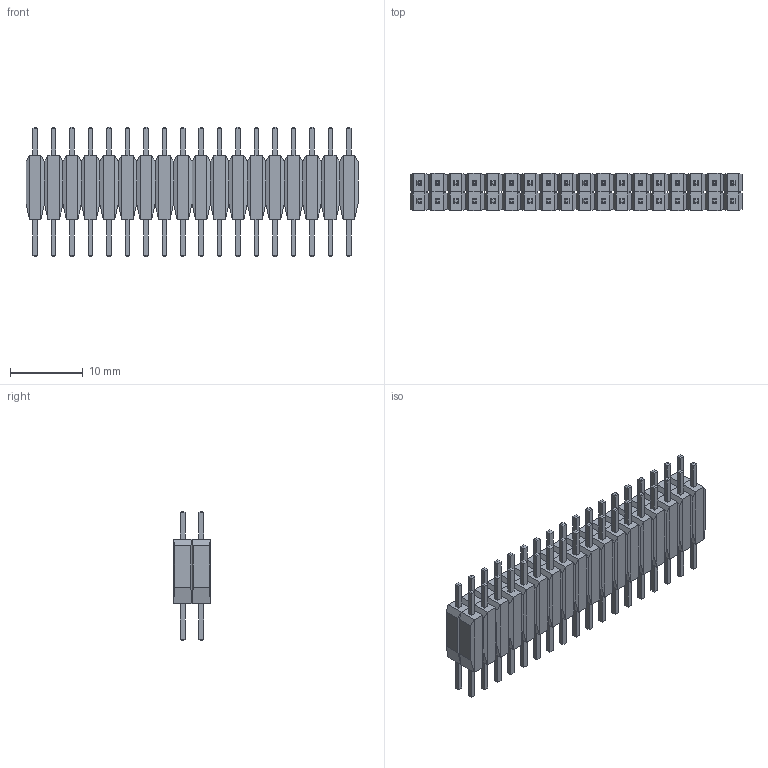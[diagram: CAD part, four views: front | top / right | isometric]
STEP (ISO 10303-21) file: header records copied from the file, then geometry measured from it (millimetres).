
FILE_DESCRIPTION(('STEP AP214'),'1');
FILE_NAME('CON36_2X18_TU_TSW_SAI','2024-12-14T07:26:49',(''),(''),'','','');
FILE_SCHEMA(('AUTOMOTIVE_DESIGN'));
Length unit declared in the file: millimetre
Products named in the file (1): product
Bounding box: 45.72 x 5.08 x 17.78 mm (x, y, z)
Volume: 2019.7 mm3; surface area: 3302.4 mm2
Topology: 74 solids, 74 shells, 1156 faces, 2312 edges, 1304 vertices
Faces by surface type: plane 1156
Entity records: 27206 total; most frequent: DIRECTION 4626, ORIENTED_EDGE 4624, CARTESIAN_POINT 2461, EDGE_CURVE 2312, LINE 2312, VECTOR 2312, VERTEX_POINT 1304, AXIS2_PLACEMENT_3D 1157
